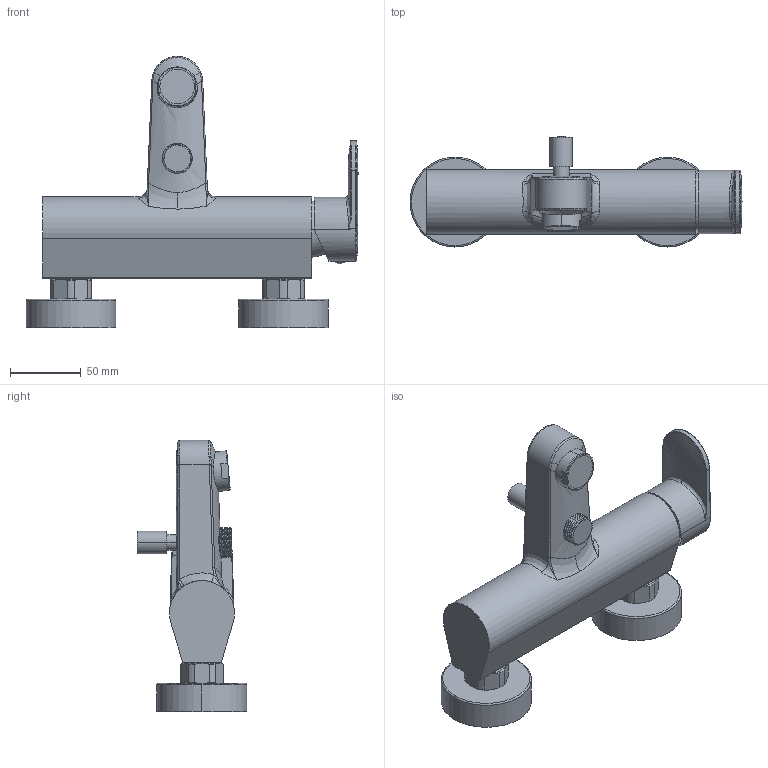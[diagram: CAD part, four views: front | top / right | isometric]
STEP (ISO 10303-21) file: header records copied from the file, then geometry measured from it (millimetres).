
FILE_DESCRIPTION((''),'2;1');
FILE_NAME('CA022CR','2021-01-13T11:04:18',('ut3'),('PAFFONI SpA'),'CREO PARAMETRIC BY PTC INC, 2020044','CREO PARAMETRIC BY PTC INC, 2020044','');
FILE_SCHEMA(('CONFIG_CONTROL_DESIGN','SHAPE_APPEARANCE_LAYERS_GROUPS'));
Products named in the file (1): CA022CR
Bounding box: 234.35 x 77.55 x 191.5 mm (x, y, z)
Volume: 384644.1 mm3; surface area: 155915.9 mm2
Topology: 5 solids, 5 shells, 2225 faces, 6177 edges, 3972 vertices
Faces by surface type: plane 1627, cylinder 269, bspline 158, cone 84, sphere 52, torus 35
Entity records: 101950 total; most frequent: CARTESIAN_POINT 28062, ORIENTED_EDGE 12330, DIRECTION 11546, EDGE_CURVE 6165, VECTOR 4028, LINE 4028, VERTEX_POINT 3968, AXIS2_PLACEMENT_3D 3759
